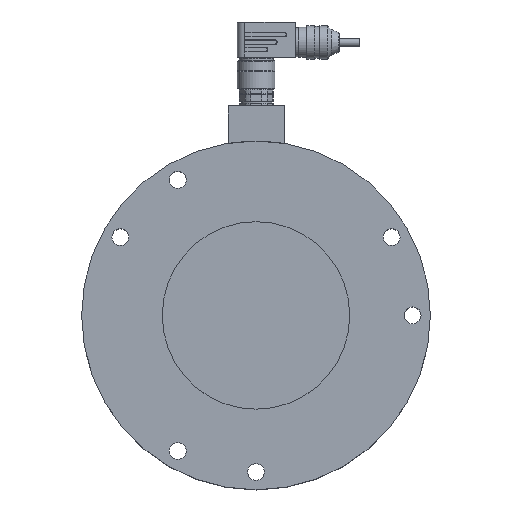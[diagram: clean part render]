
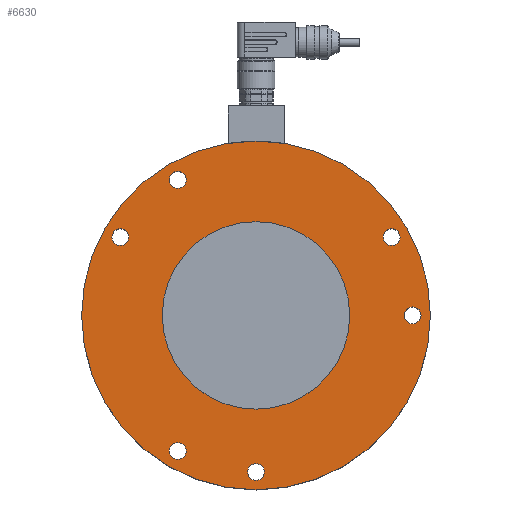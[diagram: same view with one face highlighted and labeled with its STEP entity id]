
A CAD part, top view. The second image highlights one B-rep face of the part: STEP entity #6630.
In plain terms, the highlighted planar face has unit normal (0, 0, 1).
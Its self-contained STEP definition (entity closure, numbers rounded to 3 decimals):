
#49 = EDGE_CURVE ( 'NONE', #5249, #5249, #2448, .T. ) ;
#147 = EDGE_CURVE ( 'NONE', #3358, #3358, #1493, .T. ) ;
#189 = CARTESIAN_POINT ( 'NONE',  ( 79.603, 2.25, 33.25 ) ) ;
#216 = DIRECTION ( 'NONE',  ( -0.866, 0.5, 0. ) ) ;
#262 = VERTEX_POINT ( 'NONE', #6604 ) ;
#446 = DIRECTION ( 'NONE',  ( -0.866, 0.5, 0. ) ) ;
#594 = VERTEX_POINT ( 'NONE', #3223 ) ;
#759 = VERTEX_POINT ( 'NONE', #3305 ) ;
#905 = DIRECTION ( 'NONE',  ( -0.866, 0.5, 0. ) ) ;
#915 = ORIENTED_EDGE ( 'NONE', *, *, #6170, .F. ) ;
#1067 = CIRCLE ( 'NONE', #6927, 93. ) ;
#1157 = AXIS2_PLACEMENT_3D ( 'NONE', #5465, #6950, #3776 ) ;
#1248 = EDGE_LOOP ( 'NONE', ( #3297 ) ) ;
#1428 = FACE_BOUND ( 'NONE', #1248, .T. ) ;
#1493 = CIRCLE ( 'NONE', #1762, 4.5 ) ;
#1762 = AXIS2_PLACEMENT_3D ( 'NONE', #7796, #4677, #905 ) ;
#1933 = FACE_BOUND ( 'NONE', #2422, .T. ) ;
#1950 = EDGE_LOOP ( 'NONE', ( #3706 ) ) ;
#2230 = CIRCLE ( 'NONE', #1157, 50. ) ;
#2388 = EDGE_CURVE ( 'NONE', #2437, #2437, #3312, .T. ) ;
#2412 = EDGE_CURVE ( 'NONE', #5654, #5654, #3724, .T. ) ;
#2422 = EDGE_LOOP ( 'NONE', ( #915 ) ) ;
#2437 = VERTEX_POINT ( 'NONE', #7408 ) ;
#2448 = CIRCLE ( 'NONE', #7234, 4.5 ) ;
#2459 = CARTESIAN_POINT ( 'NONE',  ( -41.75, 72.313, 33.25 ) ) ;
#2513 = CARTESIAN_POINT ( 'NONE',  ( 0., -83.5, 33.25 ) ) ;
#2607 = CARTESIAN_POINT ( 'NONE',  ( 0., 0., 33.25 ) ) ;
#3216 = EDGE_CURVE ( 'NONE', #759, #759, #4670, .T. ) ;
#3223 = CARTESIAN_POINT ( 'NONE',  ( -80.54, 46.5, 33.25 ) ) ;
#3232 = FACE_BOUND ( 'NONE', #3558, .T. ) ;
#3297 = ORIENTED_EDGE ( 'NONE', *, *, #2388, .F. ) ;
#3305 = CARTESIAN_POINT ( 'NONE',  ( 68.416, 44., 33.25 ) ) ;
#3312 = CIRCLE ( 'NONE', #5478, 4.5 ) ;
#3358 = VERTEX_POINT ( 'NONE', #189 ) ;
#3385 = AXIS2_PLACEMENT_3D ( 'NONE', #2607, #4532, #7073 ) ;
#3461 = EDGE_CURVE ( 'NONE', #594, #594, #1067, .T. ) ;
#3558 = EDGE_LOOP ( 'NONE', ( #7501 ) ) ;
#3706 = ORIENTED_EDGE ( 'NONE', *, *, #2412, .F. ) ;
#3724 = CIRCLE ( 'NONE', #5867, 4.5 ) ;
#3776 = DIRECTION ( 'NONE',  ( -0.5, -0.866, 0. ) ) ;
#3929 = EDGE_LOOP ( 'NONE', ( #7554 ) ) ;
#4235 = VERTEX_POINT ( 'NONE', #6729 ) ;
#4245 = CARTESIAN_POINT ( 'NONE',  ( -45.647, -70.063, 33.25 ) ) ;
#4359 = DIRECTION ( 'NONE',  ( 0., 0., 1. ) ) ;
#4449 = CIRCLE ( 'NONE', #6578, 4.5 ) ;
#4486 = DIRECTION ( 'NONE',  ( -0.866, 0.5, 0. ) ) ;
#4532 = DIRECTION ( 'NONE',  ( 0., 0., 1. ) ) ;
#4547 = DIRECTION ( 'NONE',  ( -0.866, 0.5, 0. ) ) ;
#4670 = CIRCLE ( 'NONE', #7595, 4.5 ) ;
#4677 = DIRECTION ( 'NONE',  ( 0., 0., 1. ) ) ;
#5042 = ORIENTED_EDGE ( 'NONE', *, *, #3461, .T. ) ;
#5091 = CARTESIAN_POINT ( 'NONE',  ( -72.313, 41.75, 33.25 ) ) ;
#5249 = VERTEX_POINT ( 'NONE', #6445 ) ;
#5302 = EDGE_LOOP ( 'NONE', ( #7315 ) ) ;
#5465 = CARTESIAN_POINT ( 'NONE',  ( 0., 0., 33.25 ) ) ;
#5478 = AXIS2_PLACEMENT_3D ( 'NONE', #2513, #4359, #6936 ) ;
#5654 = VERTEX_POINT ( 'NONE', #4245 ) ;
#5674 = EDGE_LOOP ( 'NONE', ( #5042 ) ) ;
#5736 = CARTESIAN_POINT ( 'NONE',  ( 72.313, 41.75, 33.25 ) ) ;
#5783 = FACE_BOUND ( 'NONE', #3929, .T. ) ;
#5867 = AXIS2_PLACEMENT_3D ( 'NONE', #8268, #5896, #216 ) ;
#5896 = DIRECTION ( 'NONE',  ( 0., 0., 1. ) ) ;
#6170 = EDGE_CURVE ( 'NONE', #262, #262, #4449, .T. ) ;
#6318 = FACE_OUTER_BOUND ( 'NONE', #5674, .T. ) ;
#6445 = CARTESIAN_POINT ( 'NONE',  ( -45.647, 74.563, 33.25 ) ) ;
#6578 = AXIS2_PLACEMENT_3D ( 'NONE', #5091, #7121, #4547 ) ;
#6604 = CARTESIAN_POINT ( 'NONE',  ( -76.21, 44., 33.25 ) ) ;
#6630 = ADVANCED_FACE ( 'NONE', ( #7660, #1933, #7031, #3232, #7150, #1428, #6318, #5783 ), #8241, .T. ) ;
#6729 = CARTESIAN_POINT ( 'NONE',  ( -25., -43.301, 33.25 ) ) ;
#6881 = DIRECTION ( 'NONE',  ( 0., 0., 1. ) ) ;
#6927 = AXIS2_PLACEMENT_3D ( 'NONE', #7373, #8082, #446 ) ;
#6936 = DIRECTION ( 'NONE',  ( -0.866, 0.5, 0. ) ) ;
#6945 = DIRECTION ( 'NONE',  ( 0., 0., 1. ) ) ;
#6950 = DIRECTION ( 'NONE',  ( 0., 0., 1. ) ) ;
#7031 = FACE_BOUND ( 'NONE', #7057, .T. ) ;
#7057 = EDGE_LOOP ( 'NONE', ( #7882 ) ) ;
#7073 = DIRECTION ( 'NONE',  ( -0.866, 0.5, 0. ) ) ;
#7121 = DIRECTION ( 'NONE',  ( 0., 0., 1. ) ) ;
#7150 = FACE_BOUND ( 'NONE', #1950, .T. ) ;
#7234 = AXIS2_PLACEMENT_3D ( 'NONE', #2459, #6881, #8253 ) ;
#7315 = ORIENTED_EDGE ( 'NONE', *, *, #49, .F. ) ;
#7373 = CARTESIAN_POINT ( 'NONE',  ( 0., 0., 33.25 ) ) ;
#7408 = CARTESIAN_POINT ( 'NONE',  ( -3.897, -81.25, 33.25 ) ) ;
#7501 = ORIENTED_EDGE ( 'NONE', *, *, #3216, .F. ) ;
#7554 = ORIENTED_EDGE ( 'NONE', *, *, #7989, .F. ) ;
#7595 = AXIS2_PLACEMENT_3D ( 'NONE', #5736, #6945, #4486 ) ;
#7660 = FACE_BOUND ( 'NONE', #5302, .T. ) ;
#7796 = CARTESIAN_POINT ( 'NONE',  ( 83.5, 0., 33.25 ) ) ;
#7882 = ORIENTED_EDGE ( 'NONE', *, *, #147, .F. ) ;
#7989 = EDGE_CURVE ( 'NONE', #4235, #4235, #2230, .T. ) ;
#8082 = DIRECTION ( 'NONE',  ( 0., 0., 1. ) ) ;
#8241 = PLANE ( 'NONE',  #3385 ) ;
#8253 = DIRECTION ( 'NONE',  ( -0.866, 0.5, 0. ) ) ;
#8268 = CARTESIAN_POINT ( 'NONE',  ( -41.75, -72.313, 33.25 ) ) ;
